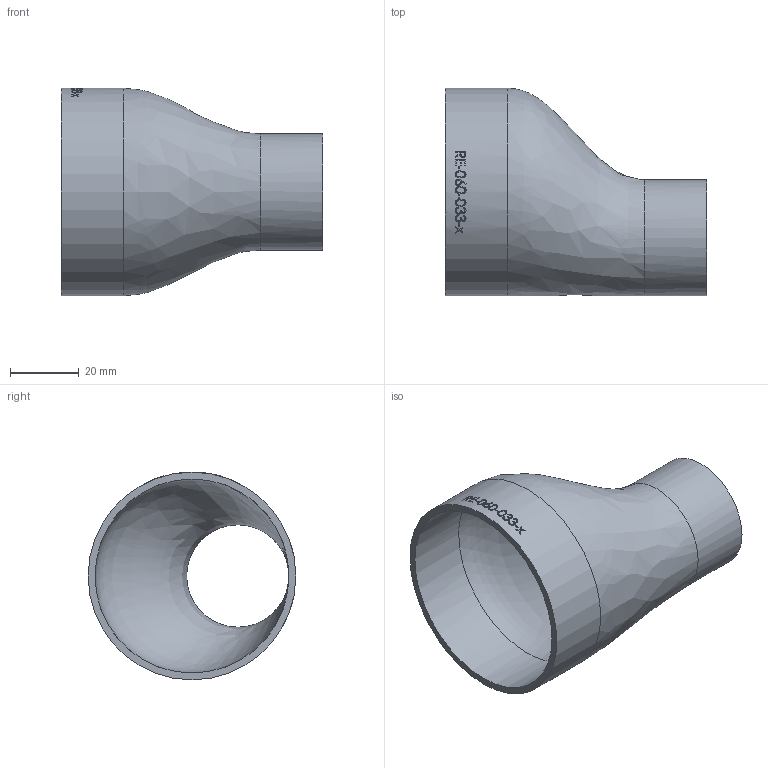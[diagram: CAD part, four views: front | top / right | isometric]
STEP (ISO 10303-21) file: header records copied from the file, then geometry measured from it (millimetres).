
FILE_DESCRIPTION (( 'STEP AP214' ), '1' );
FILE_NAME ('RE-060-033-x Reduzierung Exzenter 60,3x33,7x2,0x2,0 BL76 2012.STEP', '2020-12-30T12:22:03', ( '' ), ( '' ), 'SwSTEP 2.0', 'SolidWorks 2019', '' );
FILE_SCHEMA (( 'AUTOMOTIVE_DESIGN' ));
Length unit declared in the file: millimetre
Products named in the file (1): RE-060-033-x Reduzierung Exzenter 60,3x33,7x2,0x2,0 BL76 2012
Bounding box: 76 x 60.3 x 60.3 mm (x, y, z)
Volume: 22716.4 mm3; surface area: 23062.7 mm2
Topology: 1 solids, 1 shells, 150 faces, 396 edges, 264 vertices
Faces by surface type: bspline 85, plane 44, cylinder 21
Full cylindrical faces by diameter (mm): 29.7 x1, 33.7 x1, 56.3 x1, 60.3 x1
Entity records: 18825 total; most frequent: CARTESIAN_POINT 14351, ORIENTED_EDGE 766, EDGE_CURVE 383, DIRECTION 305, B_SPLINE_CURVE_WITH_KNOTS 265, VERTEX_POINT 258, EDGE_LOOP 175, FACE_OUTER_BOUND 156
